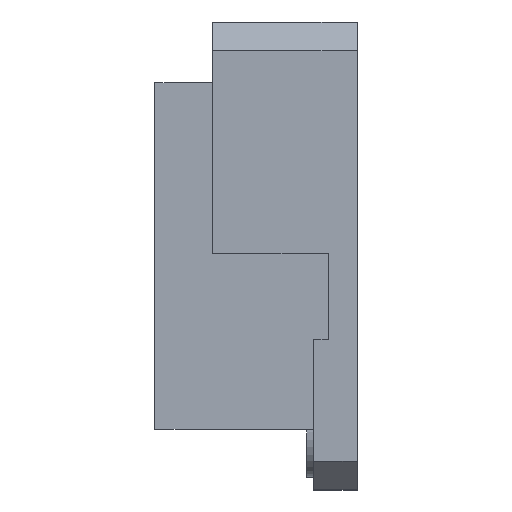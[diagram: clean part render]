
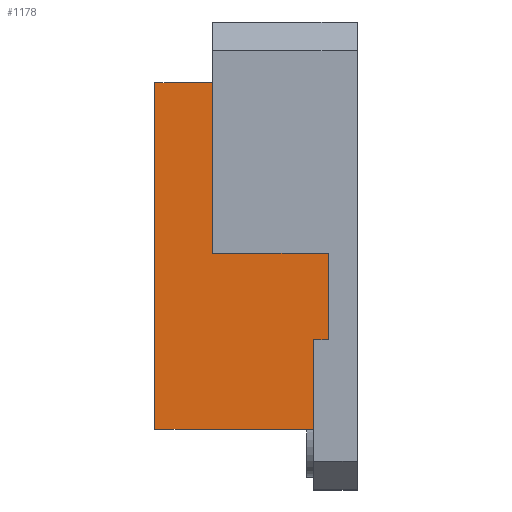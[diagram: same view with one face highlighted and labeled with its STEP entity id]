
A CAD part, left-side view. The second image highlights one B-rep face of the part: STEP entity #1178.
In plain terms, the highlighted planar face has unit normal (-1, 0, 0).
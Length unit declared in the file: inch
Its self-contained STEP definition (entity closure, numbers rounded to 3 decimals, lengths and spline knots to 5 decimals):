
#80 = AXIS2_PLACEMENT_3D ( 'NONE', #102, #2162, #580 ) ;
#84 = VECTOR ( 'NONE', #2855, 39.37008 ) ;
#102 = CARTESIAN_POINT ( 'NONE',  ( -0.3, 0.5, 0.6 ) ) ;
#120 = EDGE_CURVE ( 'NONE', #167, #1600, #1808, .T. ) ;
#167 = VERTEX_POINT ( 'NONE', #286 ) ;
#270 = CARTESIAN_POINT ( 'NONE',  ( -0.3, 0.5, 0.6 ) ) ;
#286 = CARTESIAN_POINT ( 'NONE',  ( -0.3, 0.15, -0.29 ) ) ;
#301 = ORIENTED_EDGE ( 'NONE', *, *, #1782, .T. ) ;
#365 = VECTOR ( 'NONE', #2586, 39.37008 ) ;
#460 = CARTESIAN_POINT ( 'NONE',  ( -0.3, 0.5, -0.6 ) ) ;
#470 = CARTESIAN_POINT ( 'NONE',  ( -0.3, 0.1, -0.29 ) ) ;
#484 = EDGE_CURVE ( 'NONE', #2026, #2030, #2905, .T. ) ;
#489 = LINE ( 'NONE', #460, #530 ) ;
#519 = LINE ( 'NONE', #816, #84 ) ;
#530 = VECTOR ( 'NONE', #725, 39.37008 ) ;
#536 = ORIENTED_EDGE ( 'NONE', *, *, #1557, .T. ) ;
#580 = DIRECTION ( 'NONE',  ( 0., 0., 1. ) ) ;
#688 = VECTOR ( 'NONE', #1049, 39.37008 ) ;
#725 = DIRECTION ( 'NONE',  ( 0., 1., 0. ) ) ;
#744 = ORIENTED_EDGE ( 'NONE', *, *, #3004, .T. ) ;
#786 = VERTEX_POINT ( 'NONE', #2765 ) ;
#816 = CARTESIAN_POINT ( 'NONE',  ( -0.3, 0.1, -0.29 ) ) ;
#873 = PLANE ( 'NONE',  #80 ) ;
#944 = EDGE_CURVE ( 'NONE', #1600, #2026, #489, .T. ) ;
#965 = CARTESIAN_POINT ( 'NONE',  ( -0.3, 0.15, 0.01 ) ) ;
#1043 = CARTESIAN_POINT ( 'NONE',  ( -0.3, 0.15, -0.6 ) ) ;
#1049 = DIRECTION ( 'NONE',  ( 0., 0., -1. ) ) ;
#1061 = LINE ( 'NONE', #470, #365 ) ;
#1067 = DIRECTION ( 'NONE',  ( 0., 0., 1. ) ) ;
#1080 = VERTEX_POINT ( 'NONE', #270 ) ;
#1086 = DIRECTION ( 'NONE',  ( 0., 0., 1. ) ) ;
#1094 = ORIENTED_EDGE ( 'NONE', *, *, #2105, .F. ) ;
#1146 = ORIENTED_EDGE ( 'NONE', *, *, #120, .F. ) ;
#1178 = ADVANCED_FACE ( 'NONE', ( #1935 ), #873, .T. ) ;
#1184 = CARTESIAN_POINT ( 'NONE',  ( -0.3, 0.5, 0.01 ) ) ;
#1256 = VECTOR ( 'NONE', #1067, 39.37008 ) ;
#1321 = CARTESIAN_POINT ( 'NONE',  ( -0.3, 0.15, 0.01 ) ) ;
#1334 = VECTOR ( 'NONE', #3182, 39.37008 ) ;
#1343 = VECTOR ( 'NONE', #3343, 39.37008 ) ;
#1557 = EDGE_CURVE ( 'NONE', #786, #2397, #2828, .T. ) ;
#1600 = VERTEX_POINT ( 'NONE', #1043 ) ;
#1620 = EDGE_CURVE ( 'NONE', #3002, #167, #1061, .T. ) ;
#1782 = EDGE_CURVE ( 'NONE', #2397, #1080, #2371, .T. ) ;
#1808 = LINE ( 'NONE', #1321, #688 ) ;
#1912 = ORIENTED_EDGE ( 'NONE', *, *, #944, .F. ) ;
#1935 = FACE_OUTER_BOUND ( 'NONE', #2404, .T. ) ;
#2026 = VERTEX_POINT ( 'NONE', #2050 ) ;
#2030 = VERTEX_POINT ( 'NONE', #3364 ) ;
#2050 = CARTESIAN_POINT ( 'NONE',  ( -0.3, 0.7, -0.6 ) ) ;
#2105 = EDGE_CURVE ( 'NONE', #786, #3002, #519, .T. ) ;
#2161 = CARTESIAN_POINT ( 'NONE',  ( -0.3, 0.1, -0.29 ) ) ;
#2162 = DIRECTION ( 'NONE',  ( -1., 0., 0. ) ) ;
#2170 = CARTESIAN_POINT ( 'NONE',  ( -0.3, 0.5, 0.6 ) ) ;
#2205 = ORIENTED_EDGE ( 'NONE', *, *, #1620, .F. ) ;
#2225 = VECTOR ( 'NONE', #1086, 39.37008 ) ;
#2349 = ORIENTED_EDGE ( 'NONE', *, *, #484, .F. ) ;
#2371 = LINE ( 'NONE', #2403, #1256 ) ;
#2397 = VERTEX_POINT ( 'NONE', #1184 ) ;
#2403 = CARTESIAN_POINT ( 'NONE',  ( -0.3, 0.5, 0.6 ) ) ;
#2404 = EDGE_LOOP ( 'NONE', ( #2349, #1912, #1146, #2205, #1094, #536, #301, #744 ) ) ;
#2586 = DIRECTION ( 'NONE',  ( 0., 1., 0. ) ) ;
#2677 = CARTESIAN_POINT ( 'NONE',  ( -0.3, 0.7, 0.6 ) ) ;
#2765 = CARTESIAN_POINT ( 'NONE',  ( -0.3, 0.1, 0.01 ) ) ;
#2828 = LINE ( 'NONE', #965, #1343 ) ;
#2855 = DIRECTION ( 'NONE',  ( 0., 0., -1. ) ) ;
#2905 = LINE ( 'NONE', #2677, #2225 ) ;
#3002 = VERTEX_POINT ( 'NONE', #2161 ) ;
#3004 = EDGE_CURVE ( 'NONE', #1080, #2030, #3347, .T. ) ;
#3182 = DIRECTION ( 'NONE',  ( 0., 1., 0. ) ) ;
#3343 = DIRECTION ( 'NONE',  ( 0., 1., 0. ) ) ;
#3347 = LINE ( 'NONE', #2170, #1334 ) ;
#3364 = CARTESIAN_POINT ( 'NONE',  ( -0.3, 0.7, 0.6 ) ) ;
